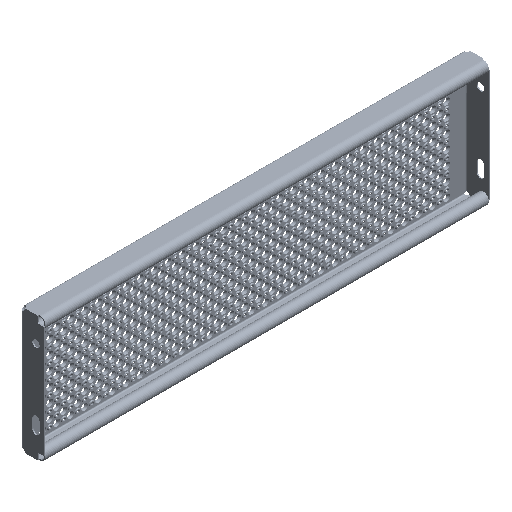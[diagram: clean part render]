
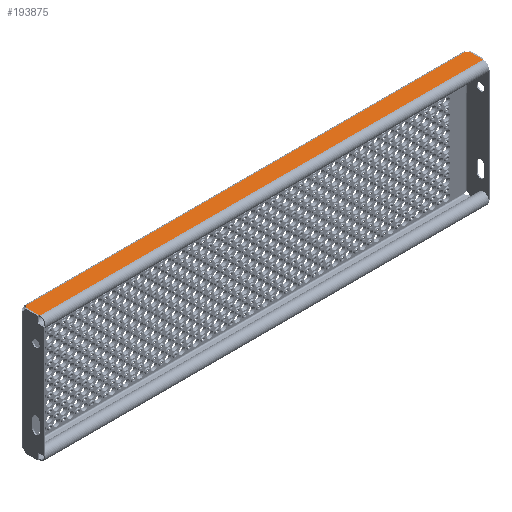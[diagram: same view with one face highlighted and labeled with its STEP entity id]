
A CAD part, isometric view. The second image highlights one B-rep face of the part: STEP entity #193875.
In plain terms, the highlighted planar face has unit normal (0, 0, 1).
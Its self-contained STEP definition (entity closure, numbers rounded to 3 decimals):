
#30024 = CARTESIAN_POINT ( 'NONE',  ( -397.99, -32.498, 112.5 ) ) ;
#30045 = CARTESIAN_POINT ( 'NONE',  ( -397.99, -7.185, 112.5 ) ) ;
#30091 = CARTESIAN_POINT ( 'NONE',  ( -397.99, -7.185, 112.5 ) ) ;
#30137 = DIRECTION ( 'NONE',  ( 0., -1., 0. ) ) ;
#30138 = VECTOR ( 'NONE', #30137, 1000. ) ;
#30139 = LINE ( 'NONE', #30045, #30138 ) ;
#30148 = CARTESIAN_POINT ( 'NONE',  ( -394.302, -4., 112.5 ) ) ;
#30206 = CARTESIAN_POINT ( 'NONE',  ( 394.302, -4., 112.5 ) ) ;
#30663 = VECTOR ( 'NONE', #30690, 1000. ) ;
#30684 = CARTESIAN_POINT ( 'NONE',  ( 397.99, -7.185, 112.5 ) ) ;
#30685 = LINE ( 'NONE', #30684, #30663 ) ;
#30690 = DIRECTION ( 'NONE',  ( 0., 1., 0. ) ) ;
#30730 = DIRECTION ( 'NONE',  ( 1., 0., 0. ) ) ;
#30731 = VECTOR ( 'NONE', #30730, 1000. ) ;
#30732 = CARTESIAN_POINT ( 'NONE',  ( -399., -4., 112.5 ) ) ;
#30733 = LINE ( 'NONE', #30732, #30731 ) ;
#30767 = CARTESIAN_POINT ( 'NONE',  ( 397.99, -7.185, 112.5 ) ) ;
#30770 = CARTESIAN_POINT ( 'NONE',  ( 397.99, -32.498, 112.5 ) ) ;
#30783 = CARTESIAN_POINT ( 'NONE',  ( -399., 220.712, 112.5 ) ) ;
#30811 = AXIS2_PLACEMENT_3D ( 'NONE', #30783, #30876, #30875 ) ;
#30837 = FACE_OUTER_BOUND ( 'NONE', #193904, .T. ) ;
#30842 = CIRCLE ( 'NONE', #30957, 5. ) ;
#30853 = DIRECTION ( 'NONE',  ( 1., 0., 0. ) ) ;
#30855 = VECTOR ( 'NONE', #30853, 1000. ) ;
#30858 = CARTESIAN_POINT ( 'NONE',  ( -397.99, -32.498, 112.5 ) ) ;
#30860 = LINE ( 'NONE', #30858, #30855 ) ;
#30875 = DIRECTION ( 'NONE',  ( 0., -1., 0. ) ) ;
#30876 = DIRECTION ( 'NONE',  ( 0., 0., 1. ) ) ;
#30889 = PLANE ( 'NONE',  #30811 ) ;
#30949 = DIRECTION ( 'NONE',  ( 0., -1., 0. ) ) ;
#30950 = DIRECTION ( 'NONE',  ( 0., 0., -1. ) ) ;
#30952 = CARTESIAN_POINT ( 'NONE',  ( 399., -2.288, 112.5 ) ) ;
#30957 = AXIS2_PLACEMENT_3D ( 'NONE', #30952, #30950, #30949 ) ;
#31075 = CARTESIAN_POINT ( 'NONE',  ( -399., -2.288, 112.5 ) ) ;
#31079 = CIRCLE ( 'NONE', #31232, 5. ) ;
#31230 = DIRECTION ( 'NONE',  ( 0., -1., 0. ) ) ;
#31231 = DIRECTION ( 'NONE',  ( 0., 0., -1. ) ) ;
#31232 = AXIS2_PLACEMENT_3D ( 'NONE', #31075, #31231, #31230 ) ;
#193615 = VERTEX_POINT ( 'NONE', #30024 ) ;
#193633 = EDGE_CURVE ( 'NONE', #193674, #193615, #30139, .T. ) ;
#193671 = VERTEX_POINT ( 'NONE', #30206 ) ;
#193674 = VERTEX_POINT ( 'NONE', #30091 ) ;
#193687 = VERTEX_POINT ( 'NONE', #30148 ) ;
#193810 = EDGE_CURVE ( 'NONE', #193838, #193819, #30685, .T. ) ;
#193819 = VERTEX_POINT ( 'NONE', #30767 ) ;
#193833 = EDGE_CURVE ( 'NONE', #193687, #193671, #30733, .T. ) ;
#193838 = VERTEX_POINT ( 'NONE', #30770 ) ;
#193875 = ADVANCED_FACE ( 'NONE', ( #30837 ), #30889, .T. ) ;
#193876 = ORIENTED_EDGE ( 'NONE', *, *, #193833, .F. ) ;
#193879 = ORIENTED_EDGE ( 'NONE', *, *, #193810, .T. ) ;
#193885 = EDGE_CURVE ( 'NONE', #193615, #193838, #30860, .T. ) ;
#193891 = ORIENTED_EDGE ( 'NONE', *, *, #193633, .T. ) ;
#193893 = ORIENTED_EDGE ( 'NONE', *, *, #193907, .T. ) ;
#193904 = EDGE_LOOP ( 'NONE', ( #193919, #193879, #193893, #193876, #193967, #193891 ) ) ;
#193907 = EDGE_CURVE ( 'NONE', #193819, #193671, #30842, .T. ) ;
#193919 = ORIENTED_EDGE ( 'NONE', *, *, #193885, .T. ) ;
#193962 = EDGE_CURVE ( 'NONE', #193687, #193674, #31079, .T. ) ;
#193967 = ORIENTED_EDGE ( 'NONE', *, *, #193962, .T. ) ;
